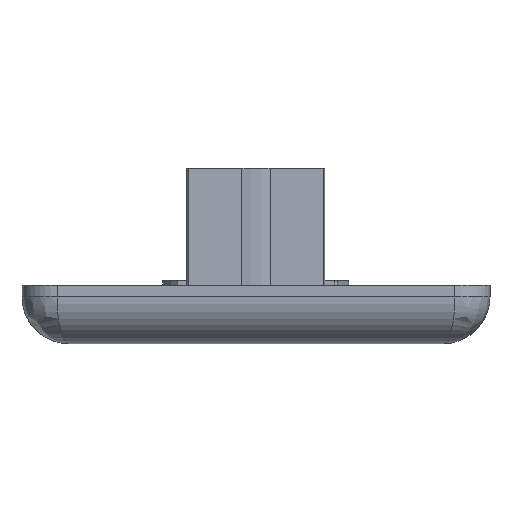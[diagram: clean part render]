
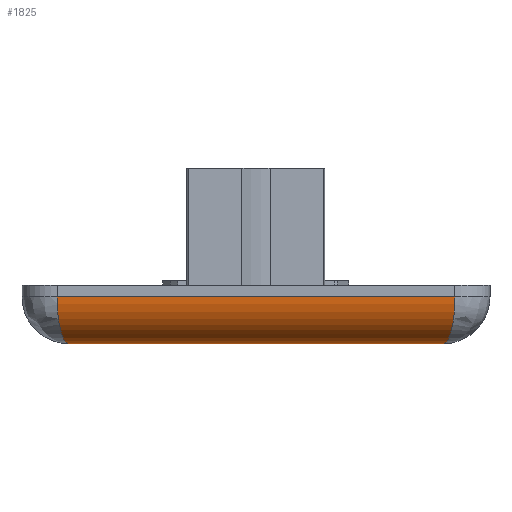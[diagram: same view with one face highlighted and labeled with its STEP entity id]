
A CAD part, front view. The second image highlights one B-rep face of the part: STEP entity #1825.
In plain terms, the highlighted cylindrical face has radius 2 mm (diameter 4 mm), a partial arc.
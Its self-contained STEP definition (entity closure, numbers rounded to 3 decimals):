
#516 = CARTESIAN_POINT ( 'NONE',  ( -8.5, -20., 2. ) ) ;
#519 = CARTESIAN_POINT ( 'NONE',  ( -8.5, -20., 0.828 ) ) ;
#524 = CARTESIAN_POINT ( 'NONE',  ( 8.5, -20., 2. ) ) ;
#525 = CARTESIAN_POINT ( 'NONE',  ( -8.293, -19.172, 0. ) ) ;
#526 = CARTESIAN_POINT ( 'NONE',  ( -8., -18., 0. ) ) ;
#527 = CARTESIAN_POINT ( 'NONE',  ( 8.5, -20., 0.828 ) ) ;
#532 = CARTESIAN_POINT ( 'NONE',  ( 8.293, -19.172, 0. ) ) ;
#533 = CARTESIAN_POINT ( 'NONE',  ( 8., -18., 0. ) ) ;
#650 = CARTESIAN_POINT ( 'NONE',  ( 10., -20., 2. ) ) ;
#655 = DIRECTION ( 'NONE',  ( 1., 0., 0. ) ) ;
#804 = LINE ( 'NONE', #1962, #812 ) ;
#812 = VECTOR ( 'NONE', #1959, 1000. ) ;
#911 = LINE ( 'NONE', #650, #918 ) ;
#918 = VECTOR ( 'NONE', #655, 1000. ) ;
#1032 = EDGE_LOOP ( 'NONE', ( #1502, #1503, #1504, #1505 ) ) ;
#1321 = VERTEX_POINT ( 'NONE', #1956 ) ;
#1324 = VERTEX_POINT ( 'NONE', #1953 ) ;
#1325 = VERTEX_POINT ( 'NONE', #1894 ) ;
#1332 = VERTEX_POINT ( 'NONE', #1946 ) ;
#1502 = ORIENTED_EDGE ( 'NONE', *, *, #1606, .T. ) ;
#1503 = ORIENTED_EDGE ( 'NONE', *, *, #1594, .F. ) ;
#1504 = ORIENTED_EDGE ( 'NONE', *, *, #1608, .F. ) ;
#1505 = ORIENTED_EDGE ( 'NONE', *, *, #1663, .F. ) ;
#1594 = EDGE_CURVE ( 'NONE', #1324, #1332, #804, .T. ) ;
#1606 = EDGE_CURVE ( 'NONE', #1321, #1332, #3062, .T. ) ;
#1608 = EDGE_CURVE ( 'NONE', #1325, #1324, #3064, .T. ) ;
#1663 = EDGE_CURVE ( 'NONE', #1321, #1325, #911, .T. ) ;
#1825 = ADVANCED_FACE ( 'NONE', ( #2522 ), #2526, .T. ) ;
#1894 = CARTESIAN_POINT ( 'NONE',  ( 8.5, -20., 2. ) ) ;
#1946 = CARTESIAN_POINT ( 'NONE',  ( -8., -18., 0. ) ) ;
#1953 = CARTESIAN_POINT ( 'NONE',  ( 8., -18., 0. ) ) ;
#1956 = CARTESIAN_POINT ( 'NONE',  ( -8.5, -20., 2. ) ) ;
#1959 = DIRECTION ( 'NONE',  ( -1., 0., 0. ) ) ;
#1962 = CARTESIAN_POINT ( 'NONE',  ( 0., -18., 0. ) ) ;
#2222 = DIRECTION ( 'NONE',  ( 0., 0., -1. ) ) ;
#2224 = DIRECTION ( 'NONE',  ( 1., 0., 0. ) ) ;
#2226 = CARTESIAN_POINT ( 'NONE',  ( 10., -18., 2. ) ) ;
#2522 = FACE_OUTER_BOUND ( 'NONE', #1032, .T. ) ;
#2526 = CYLINDRICAL_SURFACE ( 'NONE', #2937, 2. ) ;
#2937 = AXIS2_PLACEMENT_3D ( 'NONE', #2226, #2224, #2222 ) ;
#3062 =( BOUNDED_CURVE ( )  B_SPLINE_CURVE ( 3, ( #516, #519, #525, #526 ),
 .UNSPECIFIED., .F., .F. ) 
 B_SPLINE_CURVE_WITH_KNOTS ( ( 4, 4 ),
 ( 0., 1.571 ),
 .UNSPECIFIED. ) 
 CURVE ( )  GEOMETRIC_REPRESENTATION_ITEM ( )  RATIONAL_B_SPLINE_CURVE ( ( 1., 0.805, 0.805, 1. ) ) 
 REPRESENTATION_ITEM ( '' )  );
#3064 =( BOUNDED_CURVE ( )  B_SPLINE_CURVE ( 3, ( #524, #527, #532, #533 ),
 .UNSPECIFIED., .F., .F. ) 
 B_SPLINE_CURVE_WITH_KNOTS ( ( 4, 4 ),
 ( 0., 1.571 ),
 .UNSPECIFIED. ) 
 CURVE ( )  GEOMETRIC_REPRESENTATION_ITEM ( )  RATIONAL_B_SPLINE_CURVE ( ( 1., 0.805, 0.805, 1. ) ) 
 REPRESENTATION_ITEM ( '' )  );
